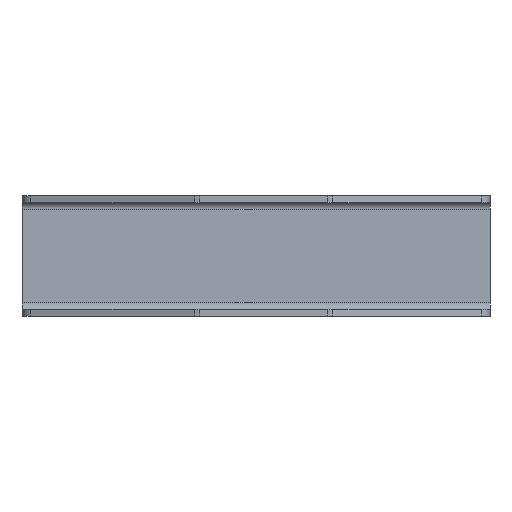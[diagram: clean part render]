
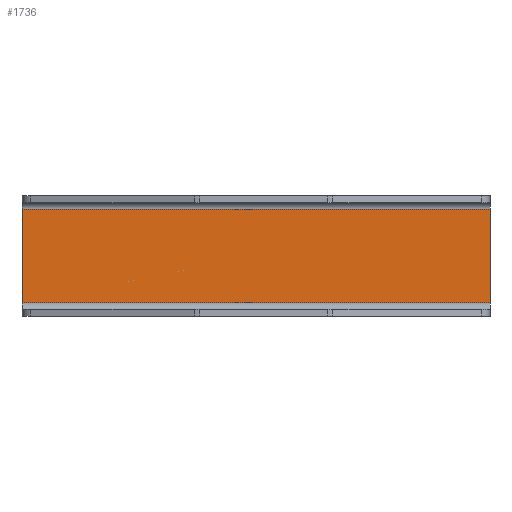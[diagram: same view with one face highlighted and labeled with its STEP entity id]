
A CAD part, front view. The second image highlights one B-rep face of the part: STEP entity #1736.
In plain terms, the highlighted planar face has unit normal (0, -1, 0).
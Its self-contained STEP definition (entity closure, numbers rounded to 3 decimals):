
#28 = FACE_OUTER_BOUND ( 'NONE', #802, .T. ) ;
#67 = DIRECTION ( 'NONE',  ( 1., 0., 0. ) ) ;
#99 = EDGE_CURVE ( 'NONE', #1847, #738, #1269, .T. ) ;
#109 = AXIS2_PLACEMENT_3D ( 'NONE', #1490, #1879, #335 ) ;
#185 = EDGE_CURVE ( 'NONE', #434, #1847, #1686, .T. ) ;
#267 = DIRECTION ( 'NONE',  ( 0., 0., 1. ) ) ;
#275 = ORIENTED_EDGE ( 'NONE', *, *, #553, .T. ) ;
#335 = DIRECTION ( 'NONE',  ( 0., 0., 1. ) ) ;
#344 = CARTESIAN_POINT ( 'NONE',  ( 35., 9., -7. ) ) ;
#365 = VERTEX_POINT ( 'NONE', #344 ) ;
#369 = LINE ( 'NONE', #1074, #1285 ) ;
#434 = VERTEX_POINT ( 'NONE', #657 ) ;
#521 = ORIENTED_EDGE ( 'NONE', *, *, #99, .F. ) ;
#553 = EDGE_CURVE ( 'NONE', #434, #365, #369, .T. ) ;
#568 = VECTOR ( 'NONE', #1426, 1000. ) ;
#614 = PLANE ( 'NONE',  #109 ) ;
#638 = EDGE_CURVE ( 'NONE', #365, #738, #1216, .T. ) ;
#657 = CARTESIAN_POINT ( 'NONE',  ( -35., 9., -7. ) ) ;
#686 = CARTESIAN_POINT ( 'NONE',  ( 35., 9., 7. ) ) ;
#738 = VERTEX_POINT ( 'NONE', #1322 ) ;
#802 = EDGE_LOOP ( 'NONE', ( #521, #971, #275, #989 ) ) ;
#971 = ORIENTED_EDGE ( 'NONE', *, *, #185, .F. ) ;
#989 = ORIENTED_EDGE ( 'NONE', *, *, #638, .T. ) ;
#1074 = CARTESIAN_POINT ( 'NONE',  ( -35., 9., -7. ) ) ;
#1118 = VECTOR ( 'NONE', #267, 1000. ) ;
#1199 = CARTESIAN_POINT ( 'NONE',  ( -35., 9., 7. ) ) ;
#1216 = LINE ( 'NONE', #686, #1614 ) ;
#1269 = LINE ( 'NONE', #1866, #568 ) ;
#1285 = VECTOR ( 'NONE', #67, 1000. ) ;
#1322 = CARTESIAN_POINT ( 'NONE',  ( 35., 9., 7. ) ) ;
#1398 = CARTESIAN_POINT ( 'NONE',  ( -35., 9., 7. ) ) ;
#1426 = DIRECTION ( 'NONE',  ( 1., 0., 0. ) ) ;
#1448 = DIRECTION ( 'NONE',  ( 0., 0., 1. ) ) ;
#1490 = CARTESIAN_POINT ( 'NONE',  ( -35., 9., 7. ) ) ;
#1614 = VECTOR ( 'NONE', #1448, 1000. ) ;
#1686 = LINE ( 'NONE', #1398, #1118 ) ;
#1736 = ADVANCED_FACE ( 'NONE', ( #28 ), #614, .F. ) ;
#1847 = VERTEX_POINT ( 'NONE', #1199 ) ;
#1866 = CARTESIAN_POINT ( 'NONE',  ( -35., 9., 7. ) ) ;
#1879 = DIRECTION ( 'NONE',  ( 0., 1., 0. ) ) ;
